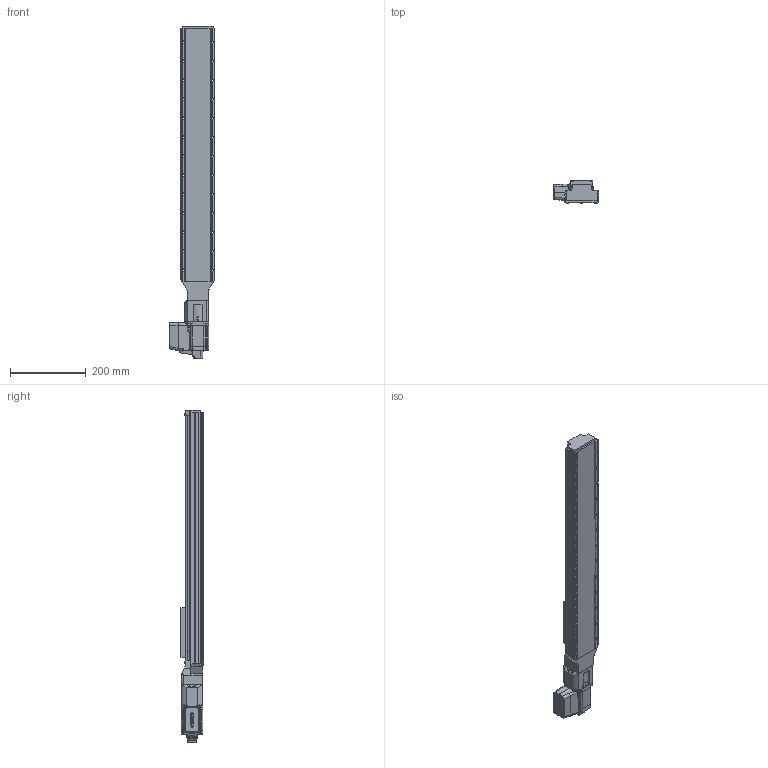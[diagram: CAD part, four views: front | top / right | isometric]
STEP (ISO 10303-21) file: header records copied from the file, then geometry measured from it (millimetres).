
FILE_DESCRIPTION (( 'STEP AP203' ), '1' );
FILE_NAME ('LRT0500xL-BE08CT10A.step', '2023-05-25T20:51:16', ( '' ), ( '' ), 'SwSTEP 2.0', 'SolidWorks 2019', '' );
FILE_SCHEMA (( 'CONFIG_CONTROL_DESIGN' ));
Length unit declared in the file: millimetre
Products named in the file (4): LRT_base^LRT_LRT0500; LRT0500xL-BE08CT10A; LRT_carriage^LRT_LRT; LRT_motor^LRT_LRT-BE08T10A
Assembly tree (3 placements, depth 2):
  LRT0500xL-BE08CT10A
    LRT_base^LRT_LRT0500
    LRT_motor^LRT_LRT-BE08T10A
    LRT_carriage^LRT_LRT
Bounding box: 120.76 x 58 x 873.8 mm (x, y, z)
Volume: 3086050.5 mm3; surface area: 451305.8 mm2
Topology: 36 solids, 36 shells, 1022 faces, 2645 edges, 1752 vertices
Faces by surface type: plane 555, cylinder 419, bspline 20, cone 16, torus 8, sphere 4
Entity records: 33380 total; most frequent: CARTESIAN_POINT 7546, DIRECTION 5343, ORIENTED_EDGE 5258, EDGE_CURVE 2629, AXIS2_PLACEMENT_3D 1884, VERTEX_POINT 1744, VECTOR 1575, LINE 1575
